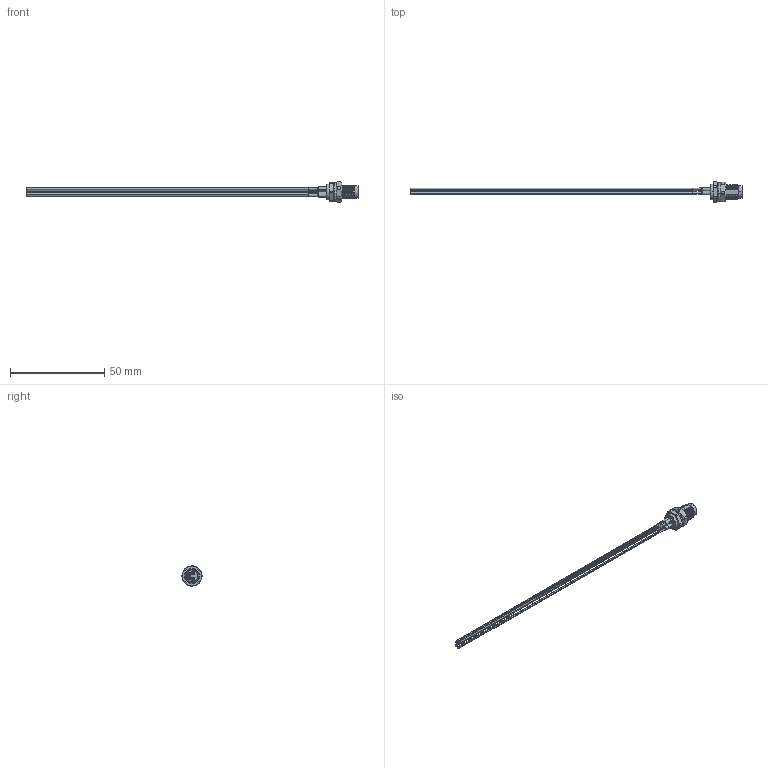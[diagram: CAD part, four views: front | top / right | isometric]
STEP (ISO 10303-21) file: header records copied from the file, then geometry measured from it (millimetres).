
FILE_DESCRIPTION (( 'STEP AP203' ), '1' );
FILE_NAME ('10-05258_revA.STEP', '2023-04-03T23:55:14', ( '' ), ( '' ), 'SwSTEP 2.0', 'SolidWorks 2021', '' );
FILE_SCHEMA (( 'CONFIG_CONTROL_DESIGN' ));
Length unit declared in the file: millimetre
Products named in the file (12): 30-01764_blunt cut; 54-00291-01___; Heat shrink; 10-05258_revA; 30-01763_blunt cut; 54-00291-04___; 54-00291-03___; 54-00291-02; 54-00291; 54-00291-05___; 30-01766_blunt cut; 30-01771_blunt cut
Assembly tree (17 placements, depth 3):
  10-05258_revA
    54-00291
      54-00291-01___
      54-00291-02
      54-00291-03___  x4
      54-00291-04___
      54-00291-05___
    Heat shrink  x4
    30-01771_blunt cut
    30-01764_blunt cut
    30-01763_blunt cut
    30-01766_blunt cut
Bounding box: 176.5 x 10.99 x 10.8 mm (x, y, z)
Volume: 1546.3 mm3; surface area: 16666 mm2
Topology: 176 solids, 176 shells, 1373 faces, 2926 edges, 1920 vertices
Faces by surface type: cylinder 817, plane 396, bspline 72, cone 52, torus 28, sphere 8
Entity records: 60954 total; most frequent: CARTESIAN_POINT 31516, DIRECTION 6250, ORIENTED_EDGE 5308, AXIS2_PLACEMENT_3D 2687, EDGE_CURVE 2654, VERTEX_POINT 1758, EDGE_LOOP 1592, CIRCLE 1479
